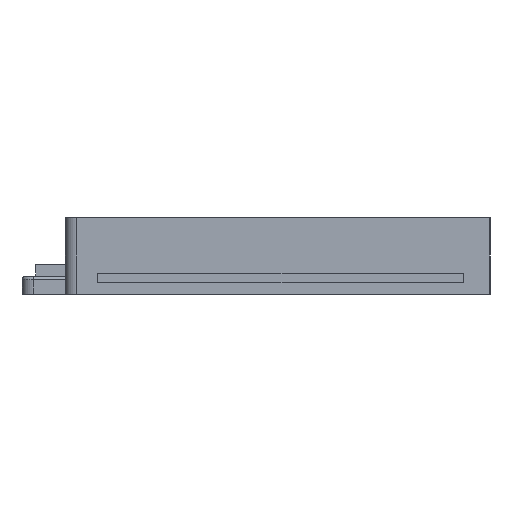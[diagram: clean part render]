
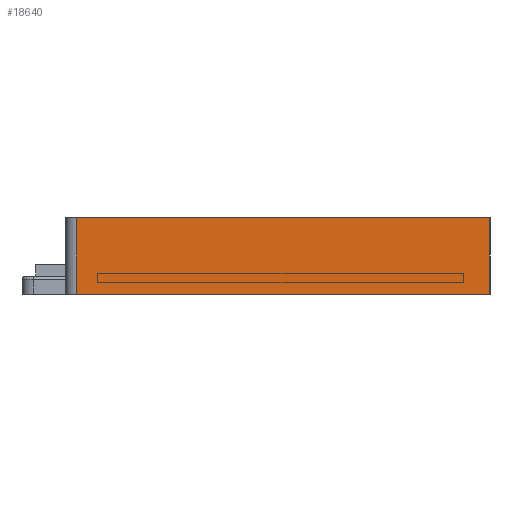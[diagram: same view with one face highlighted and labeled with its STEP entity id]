
A CAD part, left-side view. The second image highlights one B-rep face of the part: STEP entity #18640.
In plain terms, the highlighted planar face has unit normal (-1, 0, 0).
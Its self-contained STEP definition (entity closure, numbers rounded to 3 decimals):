
#2377=FACE_OUTER_BOUND('',#3523,.T.);
#3523=EDGE_LOOP('',(#12952,#12953,#12954,#12955));
#4604=LINE('',#23469,#6131);
#4627=LINE('',#23542,#6154);
#4642=LINE('',#23580,#6169);
#4643=LINE('',#23582,#6170);
#6131=VECTOR('',#20737,10.);
#6154=VECTOR('',#20806,10.);
#6169=VECTOR('',#20849,10.);
#6170=VECTOR('',#20852,10.);
#7708=VERTEX_POINT('',#23466);
#7709=VERTEX_POINT('',#23468);
#7735=VERTEX_POINT('',#23538);
#7745=VERTEX_POINT('',#23578);
#9719=EDGE_CURVE('',#7708,#7709,#4604,.T.);
#9756=EDGE_CURVE('',#7709,#7735,#4627,.T.);
#9775=EDGE_CURVE('',#7708,#7745,#4642,.T.);
#9776=EDGE_CURVE('',#7735,#7745,#4643,.T.);
#12952=ORIENTED_EDGE('',*,*,#9756,.F.);
#12953=ORIENTED_EDGE('',*,*,#9719,.F.);
#12954=ORIENTED_EDGE('',*,*,#9775,.T.);
#12955=ORIENTED_EDGE('',*,*,#9776,.F.);
#18230=PLANE('',#19832);
#18640=ADVANCED_FACE('',(#2377),#18230,.T.);
#19832=AXIS2_PLACEMENT_3D('',#23581,#20850,#20851);
#20737=DIRECTION('',(0.,1.,0.));
#20806=DIRECTION('',(0.,0.,1.));
#20849=DIRECTION('',(0.,0.,1.));
#20850=DIRECTION('center_axis',(-1.,0.,0.));
#20851=DIRECTION('ref_axis',(0.,-1.,0.));
#20852=DIRECTION('',(0.,-1.,0.));
#23466=CARTESIAN_POINT('',(-42.75,-36.,0.));
#23468=CARTESIAN_POINT('',(-42.75,34.,0.));
#23469=CARTESIAN_POINT('',(-42.75,-36.,0.));
#23538=CARTESIAN_POINT('',(-42.75,34.,13.));
#23542=CARTESIAN_POINT('',(-42.75,34.,0.));
#23578=CARTESIAN_POINT('',(-42.75,-36.,13.));
#23580=CARTESIAN_POINT('',(-42.75,-36.,0.));
#23581=CARTESIAN_POINT('Origin',(-42.75,36.,0.));
#23582=CARTESIAN_POINT('',(-42.75,-36.,13.));
